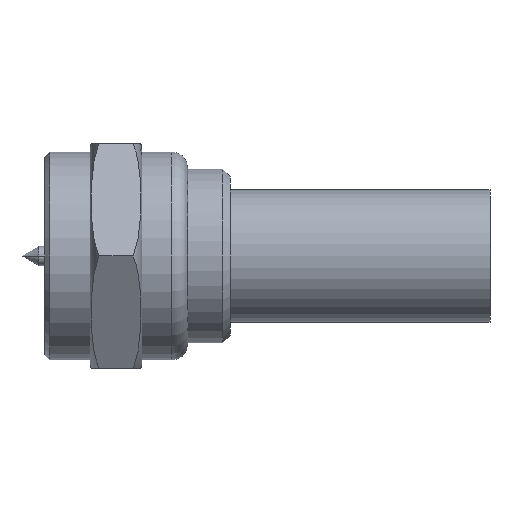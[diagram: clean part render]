
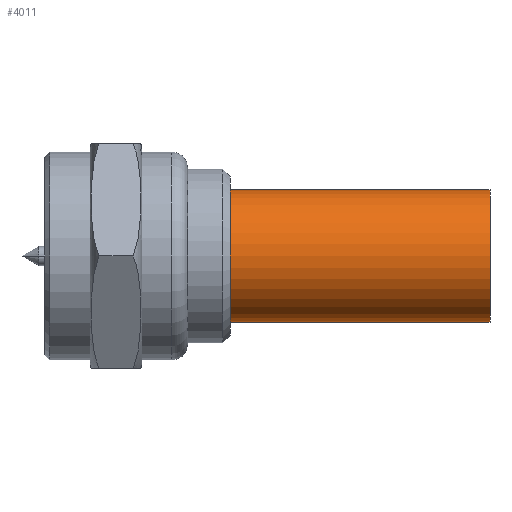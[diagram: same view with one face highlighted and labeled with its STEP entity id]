
A CAD part, left-side view. The second image highlights one B-rep face of the part: STEP entity #4011.
In plain terms, the highlighted cylindrical face has radius 3.251 mm (diameter 6.502 mm), a partial arc.
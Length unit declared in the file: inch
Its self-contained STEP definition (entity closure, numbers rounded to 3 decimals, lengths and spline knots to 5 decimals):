
#3116 = DIRECTION ( 'NONE',  ( 0., 0., 1. ) ) ;
#3117 = DIRECTION ( 'NONE',  ( -1., 0., 0. ) ) ;
#3121 = FACE_OUTER_BOUND ( 'NONE', #4008, .T. ) ;
#3122 = DIRECTION ( 'NONE',  ( 0., 0., -1. ) ) ;
#3123 = DIRECTION ( 'NONE',  ( 1., 0., 0. ) ) ;
#3124 = CARTESIAN_POINT ( 'NONE',  ( 0.25, 0., 0. ) ) ;
#3125 = AXIS2_PLACEMENT_3D ( 'NONE', #3124, #3117, #3116 ) ;
#3128 = CARTESIAN_POINT ( 'NONE',  ( 0.25, 0., 0.128 ) ) ;
#3132 = CIRCLE ( 'NONE', #3138, 0.128 ) ;
#3133 = CARTESIAN_POINT ( 'NONE',  ( 0.25, 0., 0. ) ) ;
#3138 = AXIS2_PLACEMENT_3D ( 'NONE', #3133, #3123, #3122 ) ;
#3145 = CARTESIAN_POINT ( 'NONE',  ( 0.25, 0., -0.128 ) ) ;
#3273 = CYLINDRICAL_SURFACE ( 'NONE', #3125, 0.128 ) ;
#3338 = DIRECTION ( 'NONE',  ( 0., 0., -1. ) ) ;
#3339 = DIRECTION ( 'NONE',  ( 1., 0., 0. ) ) ;
#3343 = DIRECTION ( 'NONE',  ( -1., 0., 0. ) ) ;
#3344 = VECTOR ( 'NONE', #3343, 39.37008 ) ;
#3345 = CARTESIAN_POINT ( 'NONE',  ( 0.25, 0., -0.128 ) ) ;
#3347 = AXIS2_PLACEMENT_3D ( 'NONE', #3352, #3339, #3338 ) ;
#3352 = CARTESIAN_POINT ( 'NONE',  ( -0.25, 0., 0. ) ) ;
#3356 = LINE ( 'NONE', #3345, #3344 ) ;
#3357 = CARTESIAN_POINT ( 'NONE',  ( -0.25, 0., -0.128 ) ) ;
#3358 = CIRCLE ( 'NONE', #3347, 0.128 ) ;
#3377 = DIRECTION ( 'NONE',  ( -1., 0., 0. ) ) ;
#3378 = VECTOR ( 'NONE', #3377, 39.37008 ) ;
#3379 = CARTESIAN_POINT ( 'NONE',  ( 0.25, 0., 0.128 ) ) ;
#3380 = LINE ( 'NONE', #3379, #3378 ) ;
#3485 = CARTESIAN_POINT ( 'NONE',  ( -0.25, 0., 0.128 ) ) ;
#3977 = VERTEX_POINT ( 'NONE', #3145 ) ;
#4008 = EDGE_LOOP ( 'NONE', ( #4058, #4057, #4061, #4072 ) ) ;
#4009 = EDGE_CURVE ( 'NONE', #3977, #4012, #3132, .T. ) ;
#4011 = ADVANCED_FACE ( 'NONE', ( #3121 ), #3273, .T. ) ;
#4012 = VERTEX_POINT ( 'NONE', #3128 ) ;
#4056 = VERTEX_POINT ( 'NONE', #3357 ) ;
#4057 = ORIENTED_EDGE ( 'NONE', *, *, #4059, .T. ) ;
#4058 = ORIENTED_EDGE ( 'NONE', *, *, #4009, .F. ) ;
#4059 = EDGE_CURVE ( 'NONE', #3977, #4056, #3356, .T. ) ;
#4060 = VERTEX_POINT ( 'NONE', #3485 ) ;
#4061 = ORIENTED_EDGE ( 'NONE', *, *, #4062, .T. ) ;
#4062 = EDGE_CURVE ( 'NONE', #4056, #4060, #3358, .T. ) ;
#4072 = ORIENTED_EDGE ( 'NONE', *, *, #4074, .F. ) ;
#4074 = EDGE_CURVE ( 'NONE', #4012, #4060, #3380, .T. ) ;
